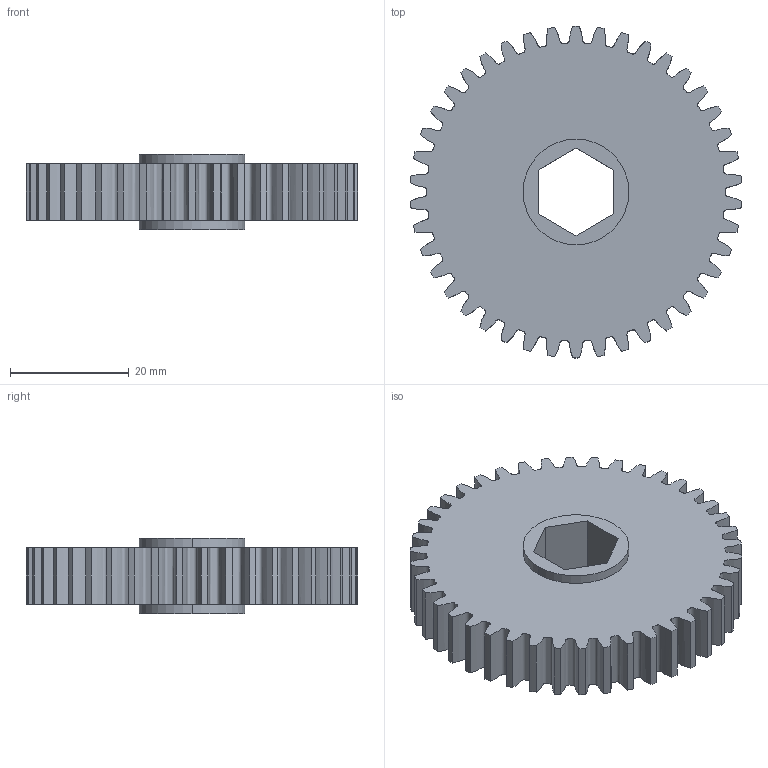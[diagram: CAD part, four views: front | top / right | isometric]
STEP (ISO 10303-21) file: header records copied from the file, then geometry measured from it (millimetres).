
FILE_DESCRIPTION (( 'STEP AP203' ), '1' );
FILE_NAME ('42.hex500.VP.STEP', '2014-06-21T21:03:02', ( '' ), ( '' ), 'SwSTEP 2.0', 'SolidWorks 2013', '' );
FILE_SCHEMA (( 'CONFIG_CONTROL_DESIGN' ));
Length unit declared in the file: inch
Products named in the file (1): 42.hex500.VP
Bounding box: 55.8 x 55.88 x 12.65 mm (x, y, z)
Volume: 20816.2 mm3; surface area: 8122.2 mm2
Topology: 1 solids, 1 shells, 98 faces, 282 edges, 188 vertices
Faces by surface type: cylinder 46, bspline 42, plane 10
Entity records: 16845 total; most frequent: CARTESIAN_POINT 14387, ORIENTED_EDGE 564, DIRECTION 404, EDGE_CURVE 282, VERTEX_POINT 188, AXIS2_PLACEMENT_3D 149, VECTOR 106, LINE 106
